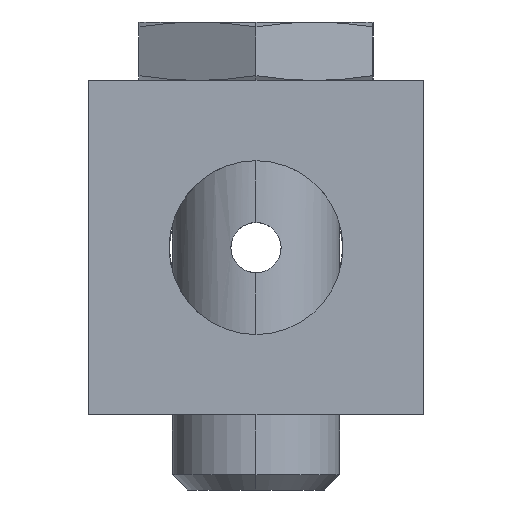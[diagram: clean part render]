
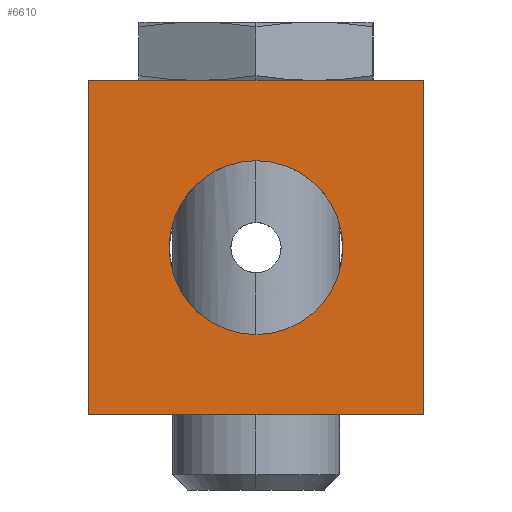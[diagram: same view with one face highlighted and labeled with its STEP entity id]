
A CAD part, left-side view. The second image highlights one B-rep face of the part: STEP entity #6610.
In plain terms, the highlighted planar face has unit normal (-1, 0, 0).
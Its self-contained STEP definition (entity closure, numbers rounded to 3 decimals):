
#5326=CARTESIAN_POINT('',(0.,10.,-15.2));
#5327=VERTEX_POINT('',#5326);
#5401=CARTESIAN_POINT('',(0.,10.,-4.8));
#5402=VERTEX_POINT('',#5401);
#5409=CARTESIAN_POINT('',(0.,10.,-10.));
#5410=DIRECTION('',(1.,0.,0.));
#5411=DIRECTION('',(0.,0.,-1.));
#5412=AXIS2_PLACEMENT_3D('',#5409,#5410,#5411);
#5413=CIRCLE('',#5412,5.2);
#5414=EDGE_CURVE('',#5327,#5402,#5413,.T.);
#6038=CARTESIAN_POINT('',(0.,20.,-20.));
#6039=VERTEX_POINT('',#6038);
#6040=CARTESIAN_POINT('',(0.,20.,0.));
#6041=VERTEX_POINT('',#6040);
#6042=CARTESIAN_POINT('',(0.,20.,-20.));
#6043=DIRECTION('',(0.,0.,1.));
#6044=VECTOR('',#6043,20.);
#6045=LINE('',#6042,#6044);
#6046=EDGE_CURVE('',#6039,#6041,#6045,.T.);
#6101=CARTESIAN_POINT('',(0.,0.,0.));
#6102=VERTEX_POINT('',#6101);
#6103=CARTESIAN_POINT('',(0.,20.,0.));
#6104=DIRECTION('',(0.,-1.,0.));
#6105=VECTOR('',#6104,20.);
#6106=LINE('',#6103,#6105);
#6107=EDGE_CURVE('',#6041,#6102,#6106,.T.);
#6469=CARTESIAN_POINT('',(0.,0.,-20.));
#6470=VERTEX_POINT('',#6469);
#6471=CARTESIAN_POINT('',(0.,0.,0.));
#6472=DIRECTION('',(0.,0.,-1.));
#6473=VECTOR('',#6472,20.);
#6474=LINE('',#6471,#6473);
#6475=EDGE_CURVE('',#6102,#6470,#6474,.T.);
#6550=CARTESIAN_POINT('',(0.,0.,-20.));
#6551=DIRECTION('',(0.,1.,0.));
#6552=VECTOR('',#6551,20.);
#6553=LINE('',#6550,#6552);
#6554=EDGE_CURVE('',#6470,#6039,#6553,.T.);
#6589=CARTESIAN_POINT('',(0.,0.,0.));
#6590=DIRECTION('',(1.,0.,0.));
#6591=DIRECTION('',(0.,0.,-1.));
#6592=AXIS2_PLACEMENT_3D('',#6589,#6590,#6591);
#6593=PLANE('',#6592);
#6594=ORIENTED_EDGE('',*,*,#5414,.T.);
#6595=CARTESIAN_POINT('',(0.,10.,-10.));
#6596=DIRECTION('',(1.,0.,0.));
#6597=DIRECTION('',(0.,0.,-1.));
#6598=AXIS2_PLACEMENT_3D('',#6595,#6596,#6597);
#6599=CIRCLE('',#6598,5.2);
#6600=EDGE_CURVE('',#5402,#5327,#6599,.T.);
#6601=ORIENTED_EDGE('',*,*,#6600,.T.);
#6602=EDGE_LOOP('',(#6594,#6601));
#6603=FACE_BOUND('',#6602,.T.);
#6604=ORIENTED_EDGE('',*,*,#6046,.F.);
#6605=ORIENTED_EDGE('',*,*,#6554,.F.);
#6606=ORIENTED_EDGE('',*,*,#6475,.F.);
#6607=ORIENTED_EDGE('',*,*,#6107,.F.);
#6608=EDGE_LOOP('',(#6604,#6605,#6606,#6607));
#6609=FACE_BOUND('',#6608,.T.);
#6610=ADVANCED_FACE('',(#6603,#6609),#6593,.F.);
